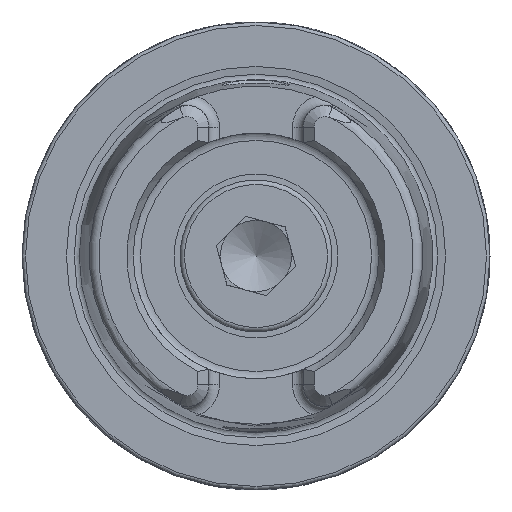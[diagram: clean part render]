
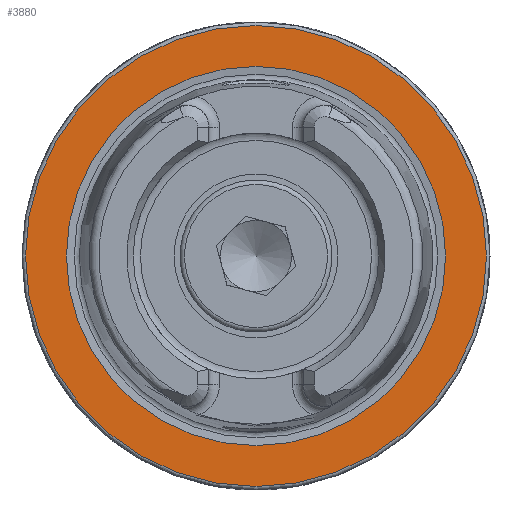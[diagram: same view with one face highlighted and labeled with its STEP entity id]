
A CAD part, left-side view. The second image highlights one B-rep face of the part: STEP entity #3880.
In plain terms, the highlighted planar face has unit normal (-1, 0, 0).
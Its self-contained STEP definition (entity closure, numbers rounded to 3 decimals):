
#151 = VERTEX_POINT ( 'NONE', #7776 ) ;
#390 = EDGE_LOOP ( 'NONE', ( #868 ) ) ;
#422 = EDGE_CURVE ( 'NONE', #151, #151, #4678, .T. ) ;
#868 = ORIENTED_EDGE ( 'NONE', *, *, #4287, .T. ) ;
#1792 = AXIS2_PLACEMENT_3D ( 'NONE', #4317, #4924, #4206 ) ;
#1974 = DIRECTION ( 'NONE',  ( 0., 0., 1. ) ) ;
#2002 = ORIENTED_EDGE ( 'NONE', *, *, #422, .F. ) ;
#2570 = FACE_OUTER_BOUND ( 'NONE', #390, .T. ) ;
#3274 = VERTEX_POINT ( 'NONE', #6697 ) ;
#3880 = ADVANCED_FACE ( 'NONE', ( #6616, #2570 ), #5284, .F. ) ;
#4085 = DIRECTION ( 'NONE',  ( 1., 0., 0. ) ) ;
#4206 = DIRECTION ( 'NONE',  ( 0., 0., 1. ) ) ;
#4287 = EDGE_CURVE ( 'NONE', #3274, #3274, #6033, .T. ) ;
#4317 = CARTESIAN_POINT ( 'NONE',  ( 0., 0., 0. ) ) ;
#4411 = EDGE_LOOP ( 'NONE', ( #2002 ) ) ;
#4678 = CIRCLE ( 'NONE', #6594, 16.207 ) ;
#4696 = DIRECTION ( 'NONE',  ( 0., 0., -1. ) ) ;
#4924 = DIRECTION ( 'NONE',  ( -1., 0., 0. ) ) ;
#5284 = PLANE ( 'NONE',  #6522 ) ;
#5288 = DIRECTION ( 'NONE',  ( -1., 0., 0. ) ) ;
#5345 = CARTESIAN_POINT ( 'NONE',  ( 0., 0., 0. ) ) ;
#6033 = CIRCLE ( 'NONE', #1792, 19.7 ) ;
#6522 = AXIS2_PLACEMENT_3D ( 'NONE', #7730, #4085, #4696 ) ;
#6594 = AXIS2_PLACEMENT_3D ( 'NONE', #5345, #5288, #1974 ) ;
#6616 = FACE_BOUND ( 'NONE', #4411, .T. ) ;
#6697 = CARTESIAN_POINT ( 'NONE',  ( 0., 0., 19.7 ) ) ;
#7730 = CARTESIAN_POINT ( 'NONE',  ( 0., 19.7, 0. ) ) ;
#7776 = CARTESIAN_POINT ( 'NONE',  ( 0., 0., 16.207 ) ) ;
